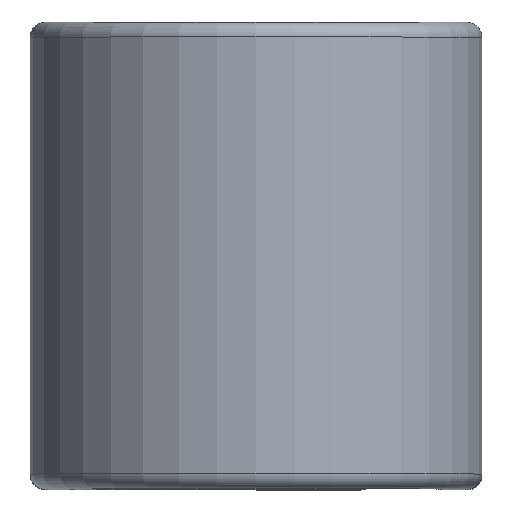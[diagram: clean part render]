
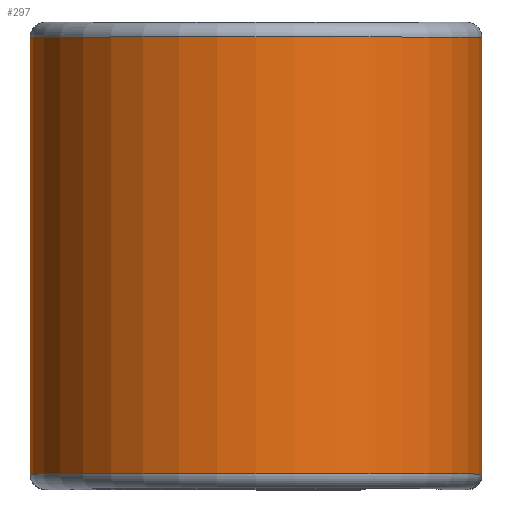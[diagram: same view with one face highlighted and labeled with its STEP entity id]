
A CAD part, top view. The second image highlights one B-rep face of the part: STEP entity #297.
In plain terms, the highlighted cylindrical face has radius 11.532 mm (diameter 23.063 mm), a partial arc.
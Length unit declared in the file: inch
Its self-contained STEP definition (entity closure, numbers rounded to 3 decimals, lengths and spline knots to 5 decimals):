
#30 = DIRECTION ( 'NONE',  ( 0., -1., 0. ) ) ;
#33 = EDGE_LOOP ( 'NONE', ( #2396, #2938, #2802, #2903 ) ) ;
#168 = DIRECTION ( 'NONE',  ( 0., 1., 0. ) ) ;
#297 = ADVANCED_FACE ( 'NONE', ( #324 ), #2910, .T. ) ;
#324 = FACE_OUTER_BOUND ( 'NONE', #33, .T. ) ;
#393 = AXIS2_PLACEMENT_3D ( 'NONE', #2048, #658, #2289 ) ;
#406 = CARTESIAN_POINT ( 'NONE',  ( -0.454, 0.43875, 0.687 ) ) ;
#409 = CARTESIAN_POINT ( 'NONE',  ( -0.454, 0.43875, 0.687 ) ) ;
#597 = CIRCLE ( 'NONE', #393, 0.454 ) ;
#658 = DIRECTION ( 'NONE',  ( 0., -1., 0. ) ) ;
#698 = LINE ( 'NONE', #409, #1256 ) ;
#799 = VECTOR ( 'NONE', #1149, 39.37008 ) ;
#865 = LINE ( 'NONE', #916, #799 ) ;
#916 = CARTESIAN_POINT ( 'NONE',  ( 0.454, 0.43875, 0.687 ) ) ;
#922 = EDGE_CURVE ( 'NONE', #2187, #1145, #2902, .T. ) ;
#957 = VERTEX_POINT ( 'NONE', #2817 ) ;
#970 = AXIS2_PLACEMENT_3D ( 'NONE', #1419, #30, #1657 ) ;
#975 = DIRECTION ( 'NONE',  ( 0., -1., 0. ) ) ;
#1145 = VERTEX_POINT ( 'NONE', #406 ) ;
#1149 = DIRECTION ( 'NONE',  ( 0., 1., 0. ) ) ;
#1215 = EDGE_CURVE ( 'NONE', #957, #2496, #597, .T. ) ;
#1256 = VECTOR ( 'NONE', #168, 39.37008 ) ;
#1387 = CARTESIAN_POINT ( 'NONE',  ( 0.454, 0.43875, 0.687 ) ) ;
#1419 = CARTESIAN_POINT ( 'NONE',  ( 0., 0.43875, 0.687 ) ) ;
#1541 = EDGE_CURVE ( 'NONE', #2496, #1145, #698, .T. ) ;
#1657 = DIRECTION ( 'NONE',  ( 0., 0., -1. ) ) ;
#1720 = AXIS2_PLACEMENT_3D ( 'NONE', #2383, #975, #2158 ) ;
#1930 = EDGE_CURVE ( 'NONE', #957, #2187, #865, .T. ) ;
#2048 = CARTESIAN_POINT ( 'NONE',  ( 0., -0.43875, 0.687 ) ) ;
#2158 = DIRECTION ( 'NONE',  ( 0., 0., -1. ) ) ;
#2187 = VERTEX_POINT ( 'NONE', #1387 ) ;
#2213 = CARTESIAN_POINT ( 'NONE',  ( -0.454, -0.43875, 0.687 ) ) ;
#2289 = DIRECTION ( 'NONE',  ( 0., 0., -1. ) ) ;
#2383 = CARTESIAN_POINT ( 'NONE',  ( 0., 0.4375, 0.687 ) ) ;
#2396 = ORIENTED_EDGE ( 'NONE', *, *, #1930, .T. ) ;
#2496 = VERTEX_POINT ( 'NONE', #2213 ) ;
#2802 = ORIENTED_EDGE ( 'NONE', *, *, #1541, .F. ) ;
#2817 = CARTESIAN_POINT ( 'NONE',  ( 0.454, -0.43875, 0.687 ) ) ;
#2902 = CIRCLE ( 'NONE', #970, 0.454 ) ;
#2903 = ORIENTED_EDGE ( 'NONE', *, *, #1215, .F. ) ;
#2910 = CYLINDRICAL_SURFACE ( 'NONE', #1720, 0.454 ) ;
#2938 = ORIENTED_EDGE ( 'NONE', *, *, #922, .T. ) ;
